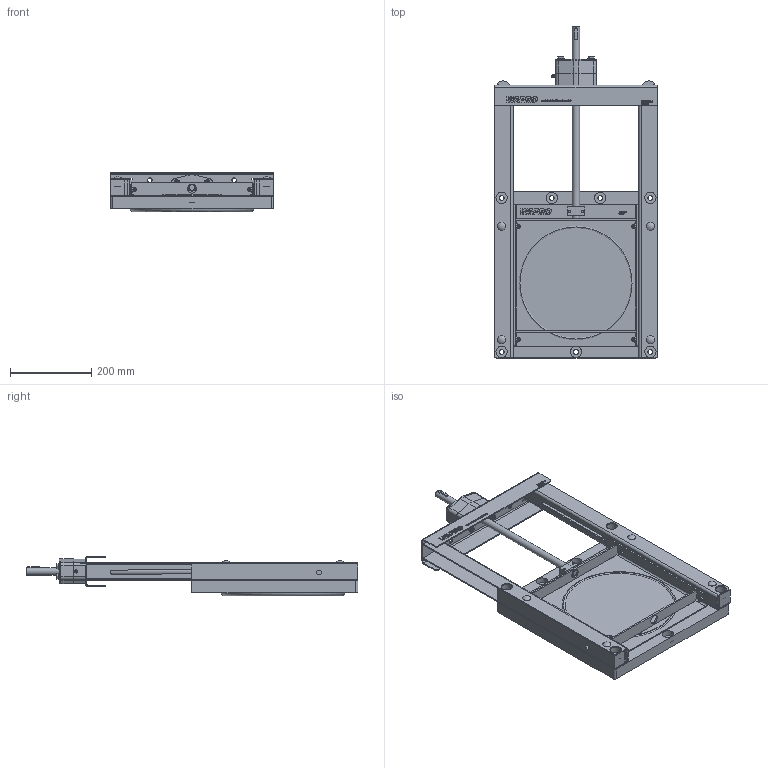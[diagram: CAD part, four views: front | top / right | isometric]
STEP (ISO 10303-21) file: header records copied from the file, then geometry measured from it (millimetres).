
FILE_DESCRIPTION (( 'STEP AP203' ), '1' );
FILE_NAME ('SPK-TG Ø250.STEP', '2024-09-12T19:43:41', ( '' ), ( '' ), 'SwSTEP 2.0', 'SolidWorks 2023', '' );
FILE_SCHEMA (( 'CONFIG_CONTROL_DESIGN' ));
Length unit declared in the file: millimetre
Products named in the file (1): SPK-TG Ø250
Bounding box: 402 x 819.25 x 97.48 mm (x, y, z)
Surface area: 1280759.9 mm2 (no closed solid volume)
Topology: 0 solids, 107 shells, 620 faces, 3168 edges, 2623 vertices
Faces by surface type: plane 359, cylinder 142, cone 51, bspline 42, torus 21, sphere 5
Full cylindrical faces by diameter (mm): 5 x2, 6 x4, 8 x8, 9.429 x1, 10 x4, 11 x4, 12 x13, 13 x10, 16 x4, 18 x2, 20 x4, 22 x2, 24 x4, 26 x1, 28 x11, 250 x1
Entity records: 39873 total; most frequent: CARTESIAN_POINT 17165, ORIENTED_EDGE 4220, DIRECTION 3694, EDGE_CURVE 3028, VERTEX_POINT 2593, VECTOR 1522, LINE 1522, AXIS2_PLACEMENT_3D 1086
